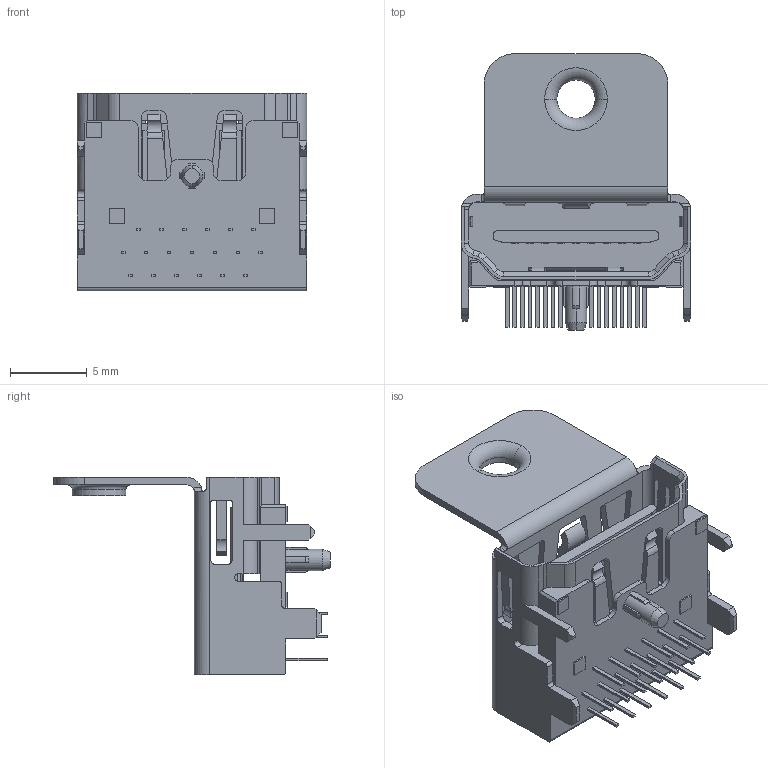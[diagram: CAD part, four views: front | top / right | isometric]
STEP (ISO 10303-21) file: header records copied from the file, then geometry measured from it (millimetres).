
FILE_DESCRIPTION((''),'2;1');
FILE_NAME('C-1746679-1','2009-05-19T',('workeradm'),('Tyco Electronics Corporation'),'PRO/ENGINEER BY PARAMETRIC TECHNOLOGY CORPORATION, 2007390','PRO/ENGINEER BY PARAMETRIC TECHNOLOGY CORPORATION, 2007390','');
FILE_SCHEMA(('AUTOMOTIVE_DESIGN { 1 0 10303 214 1 1 1 1 }'));
Length unit declared in the file: millimetre
Products named in the file (1): C-1746679-1
Bounding box: 15 x 18.07 x 12.9 mm (x, y, z)
Volume: 783.1 mm3; surface area: 1489.9 mm2
Topology: 1 solids, 1 shells, 497 faces, 1381 edges, 902 vertices
Faces by surface type: plane 378, cylinder 101, cone 14, torus 4
Entity records: 15948 total; most frequent: CARTESIAN_POINT 2991, ORIENTED_EDGE 2762, DIRECTION 2527, EDGE_CURVE 1381, VECTOR 1133, LINE 1133, VERTEX_POINT 902, AXIS2_PLACEMENT_3D 697
